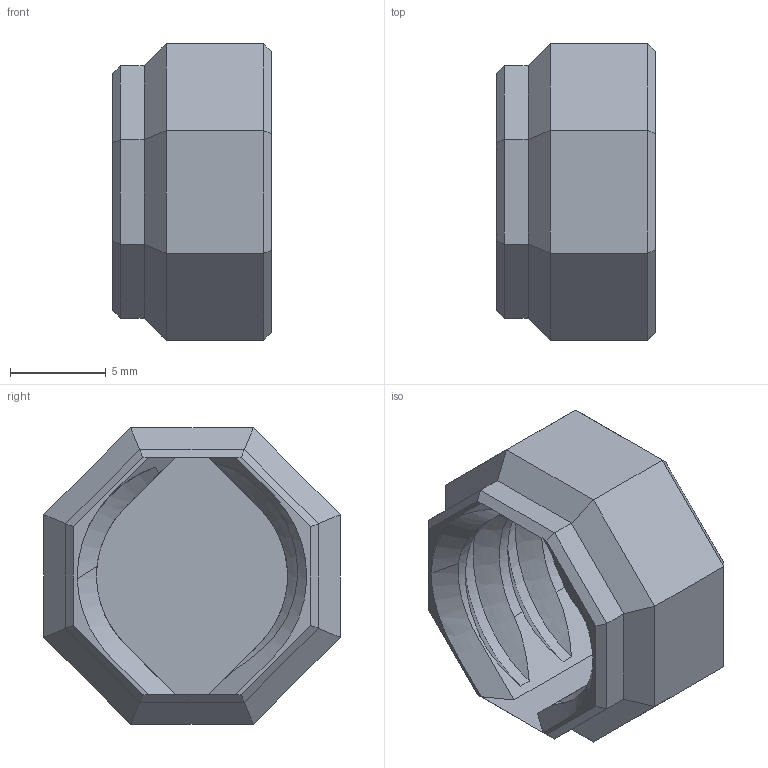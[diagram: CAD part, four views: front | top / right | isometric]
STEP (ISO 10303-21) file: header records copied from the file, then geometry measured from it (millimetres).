
FILE_DESCRIPTION(/* description */ (''),/* implementation_level */ '2;1');
FILE_NAME(/* name */ 'HUB.step',/* time_stamp */ '2025-07-06T18:22:53+02:00',/* author */ (''),/* organization */ (''),/* preprocessor_version */ 'ST-DEVELOPER v20.1',/* originating_system */ 'Autodesk Translation Framework v14.10.0.0',/* authorisation */ '');
FILE_SCHEMA (('AUTOMOTIVE_DESIGN { 1 0 10303 214 3 1 1 }'));
Length unit declared in the file: millimetre
Products named in the file (1): FusionComponent
Bounding box: 8.3 x 15.5 x 15.5 mm (x, y, z)
Volume: 764 mm3; surface area: 1065.3 mm2
Topology: 1 solids, 1 shells, 76 faces, 188 edges, 114 vertices
Faces by surface type: plane 50, bspline 15, cylinder 11
Entity records: 3070 total; most frequent: CARTESIAN_POINT 1422, ORIENTED_EDGE 376, DIRECTION 253, EDGE_CURVE 188, LINE 123, VECTOR 123, VERTEX_POINT 114, FACE_OUTER_BOUND 76
